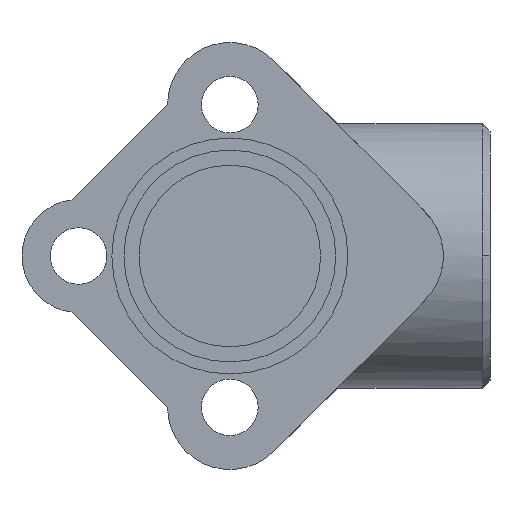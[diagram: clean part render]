
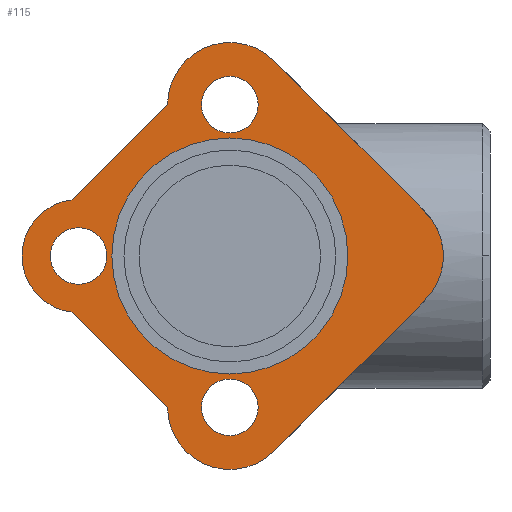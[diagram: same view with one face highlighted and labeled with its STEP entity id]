
A CAD part, front view. The second image highlights one B-rep face of the part: STEP entity #115.
In plain terms, the highlighted planar face has unit normal (0, -1, 0).
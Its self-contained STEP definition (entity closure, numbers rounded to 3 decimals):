
#115=ADVANCED_FACE('',(#203,#204,#205,#206,#207),#208,.F.);
#203=FACE_BOUND('',#295,.T.);
#204=FACE_BOUND('',#296,.T.);
#205=FACE_BOUND('',#297,.T.);
#206=FACE_BOUND('',#298,.T.);
#207=FACE_OUTER_BOUND('',#299,.T.);
#208=PLANE('',#300);
#295=EDGE_LOOP('',(#612,#613));
#296=EDGE_LOOP('',(#614,#615));
#297=EDGE_LOOP('',(#616,#617));
#298=EDGE_LOOP('',(#618,#619));
#299=EDGE_LOOP('',(#620,#621,#622,#623,#624,#625,#626,#627,#628,#629,#630));
#300=AXIS2_PLACEMENT_3D('',#631,#632,#633);
#612=ORIENTED_EDGE('',*,*,#696,.T.);
#613=ORIENTED_EDGE('',*,*,#695,.T.);
#614=ORIENTED_EDGE('',*,*,#702,.T.);
#615=ORIENTED_EDGE('',*,*,#683,.T.);
#616=ORIENTED_EDGE('',*,*,#704,.T.);
#617=ORIENTED_EDGE('',*,*,#679,.T.);
#618=ORIENTED_EDGE('',*,*,#706,.T.);
#619=ORIENTED_EDGE('',*,*,#675,.T.);
#620=ORIENTED_EDGE('',*,*,#726,.T.);
#621=ORIENTED_EDGE('',*,*,#645,.T.);
#622=ORIENTED_EDGE('',*,*,#731,.F.);
#623=ORIENTED_EDGE('',*,*,#738,.F.);
#624=ORIENTED_EDGE('',*,*,#637,.F.);
#625=ORIENTED_EDGE('',*,*,#720,.T.);
#626=ORIENTED_EDGE('',*,*,#723,.F.);
#627=ORIENTED_EDGE('',*,*,#725,.T.);
#628=ORIENTED_EDGE('',*,*,#639,.F.);
#629=ORIENTED_EDGE('',*,*,#737,.F.);
#630=ORIENTED_EDGE('',*,*,#735,.T.);
#631=CARTESIAN_POINT('',(13.375,0.,-13.375));
#632=DIRECTION('',(0.,1.0,0.));
#633=DIRECTION('',(0.707,0.0,0.707));
#637=EDGE_CURVE('',#744,#740,#746,.T.);
#639=EDGE_CURVE('',#747,#750,#751,.T.);
#645=EDGE_CURVE('',#756,#760,#762,.T.);
#675=EDGE_CURVE('',#813,#817,#819,.T.);
#679=EDGE_CURVE('',#821,#825,#827,.T.);
#683=EDGE_CURVE('',#829,#833,#835,.T.);
#695=EDGE_CURVE('',#853,#857,#859,.T.);
#696=EDGE_CURVE('',#857,#853,#860,.T.);
#702=EDGE_CURVE('',#833,#829,#866,.T.);
#704=EDGE_CURVE('',#825,#821,#868,.T.);
#706=EDGE_CURVE('',#817,#813,#870,.T.);
#720=EDGE_CURVE('',#744,#886,#888,.T.);
#723=EDGE_CURVE('',#890,#886,#892,.T.);
#725=EDGE_CURVE('',#890,#750,#894,.T.);
#726=EDGE_CURVE('',#895,#756,#896,.T.);
#731=EDGE_CURVE('',#902,#760,#904,.T.);
#735=EDGE_CURVE('',#909,#895,#910,.T.);
#737=EDGE_CURVE('',#909,#747,#912,.T.);
#738=EDGE_CURVE('',#740,#902,#913,.T.);
#740=VERTEX_POINT('',#915);
#744=VERTEX_POINT('',#920);
#746=CIRCLE('',#923,11.0);
#747=VERTEX_POINT('',#924);
#750=VERTEX_POINT('',#928);
#751=CIRCLE('',#929,11.0);
#756=VERTEX_POINT('',#935);
#760=VERTEX_POINT('',#940);
#762=CIRCLE('',#943,10.0);
#813=VERTEX_POINT('',#1014);
#817=VERTEX_POINT('',#1019);
#819=CIRCLE('',#1022,5.0);
#821=VERTEX_POINT('',#1024);
#825=VERTEX_POINT('',#1029);
#827=CIRCLE('',#1032,5.0);
#829=VERTEX_POINT('',#1034);
#833=VERTEX_POINT('',#1039);
#835=CIRCLE('',#1042,5.0);
#853=VERTEX_POINT('',#1064);
#857=VERTEX_POINT('',#1069);
#859=CIRCLE('',#1072,20.865);
#860=CIRCLE('',#1073,20.865);
#866=CIRCLE('',#1079,5.0);
#868=CIRCLE('',#1081,5.0);
#870=CIRCLE('',#1083,5.0);
#886=VERTEX_POINT('',#1130);
#888=LINE('',#1133,#1134);
#890=VERTEX_POINT('',#1137);
#892=CIRCLE('',#1140,11.0);
#894=LINE('',#1143,#1144);
#895=VERTEX_POINT('',#1145);
#896=CIRCLE('',#1146,10.0);
#902=VERTEX_POINT('',#1154);
#904=LINE('',#1157,#1158);
#909=VERTEX_POINT('',#1164);
#910=LINE('',#1165,#1166);
#912=CIRCLE('',#1169,11.0);
#913=CIRCLE('',#1170,11.0);
#915=CARTESIAN_POINT('',(-7.778,0.,-34.528));
#920=CARTESIAN_POINT('',(7.778,0.,-34.528));
#923=AXIS2_PLACEMENT_3D('',#1176,#1177,#1178);
#924=CARTESIAN_POINT('',(-7.778,0.,34.528));
#928=CARTESIAN_POINT('',(7.778,0.,34.528));
#929=AXIS2_PLACEMENT_3D('',#1180,#1181,#1182);
#935=CARTESIAN_POINT('',(-36.75,0.0,0.));
#940=CARTESIAN_POINT('',(-27.896,0.0,-9.934));
#943=AXIS2_PLACEMENT_3D('',#1192,#1193,#1194);
#1014=CARTESIAN_POINT('',(5.0,0.,-26.75));
#1019=CARTESIAN_POINT('',(-5.0,0.,-26.75));
#1022=AXIS2_PLACEMENT_3D('',#1253,#1254,#1255);
#1024=CARTESIAN_POINT('',(-26.75,0.,-5.0));
#1029=CARTESIAN_POINT('',(-26.75,0.,5.0));
#1032=AXIS2_PLACEMENT_3D('',#1261,#1262,#1263);
#1034=CARTESIAN_POINT('',(-5.0,0.,26.75));
#1039=CARTESIAN_POINT('',(5.0,0.,26.75));
#1042=AXIS2_PLACEMENT_3D('',#1269,#1270,#1271);
#1064=CARTESIAN_POINT('',(-20.865,0.,0.));
#1069=CARTESIAN_POINT('',(20.865,0.,0.));
#1072=AXIS2_PLACEMENT_3D('',#1293,#1294,#1295);
#1073=AXIS2_PLACEMENT_3D('',#1296,#1297,#1298);
#1079=AXIS2_PLACEMENT_3D('',#1314,#1315,#1316);
#1081=AXIS2_PLACEMENT_3D('',#1320,#1321,#1322);
#1083=AXIS2_PLACEMENT_3D('',#1326,#1327,#1328);
#1130=CARTESIAN_POINT('',(34.528,0.,-7.778));
#1133=CARTESIAN_POINT('',(7.778,0.,-34.528));
#1134=VECTOR('',#1358,1.0);
#1137=CARTESIAN_POINT('',(34.528,0.,7.778));
#1140=AXIS2_PLACEMENT_3D('',#1361,#1362,#1363);
#1143=CARTESIAN_POINT('',(34.528,0.,7.778));
#1144=VECTOR('',#1365,1.0);
#1145=CARTESIAN_POINT('',(-27.896,0.0,9.934));
#1146=AXIS2_PLACEMENT_3D('',#1366,#1367,#1368);
#1154=CARTESIAN_POINT('',(-11.,0.,-26.831));
#1157=CARTESIAN_POINT('',(-18.915,0.0,-18.915));
#1158=VECTOR('',#1375,1.0);
#1164=CARTESIAN_POINT('',(-11.,0.,26.831));
#1165=CARTESIAN_POINT('',(-18.915,0.0,18.915));
#1166=VECTOR('',#1383,1.0);
#1169=AXIS2_PLACEMENT_3D('',#1385,#1386,#1387);
#1170=AXIS2_PLACEMENT_3D('',#1388,#1389,#1390);
#1176=CARTESIAN_POINT('',(0.,0.,-26.75));
#1177=DIRECTION('',(0.,1.0,0.));
#1178=DIRECTION('',(0.707,0.0,0.707));
#1180=CARTESIAN_POINT('',(0.,0.,26.75));
#1181=DIRECTION('',(0.,1.0,0.));
#1182=DIRECTION('',(-0.707,0.,0.707));
#1192=CARTESIAN_POINT('',(-26.75,0.0,0.0));
#1193=DIRECTION('',(0.0,-1.0,0.0));
#1194=DIRECTION('',(1.0,0.0,0.0));
#1253=CARTESIAN_POINT('',(0.0,0.0,-26.75));
#1254=DIRECTION('',(0.,1.0,0.));
#1255=DIRECTION('',(1.0,0.,0.));
#1261=CARTESIAN_POINT('',(-26.75,0.0,0.));
#1262=DIRECTION('',(0.,1.0,0.));
#1263=DIRECTION('',(0.,0.,-1.0));
#1269=CARTESIAN_POINT('',(0.,0.0,26.75));
#1270=DIRECTION('',(0.,1.0,0.));
#1271=DIRECTION('',(-1.0,0.,0.));
#1293=CARTESIAN_POINT('',(0.0,0.,0.0));
#1294=DIRECTION('',(0.,1.0,0.));
#1295=DIRECTION('',(-1.0,0.,0.));
#1296=CARTESIAN_POINT('',(0.0,0.,0.0));
#1297=DIRECTION('',(0.,1.0,0.));
#1298=DIRECTION('',(-1.0,0.,0.));
#1314=CARTESIAN_POINT('',(0.,0.0,26.75));
#1315=DIRECTION('',(0.,1.0,0.));
#1316=DIRECTION('',(-1.0,0.,0.));
#1320=CARTESIAN_POINT('',(-26.75,0.0,0.));
#1321=DIRECTION('',(0.,1.0,0.));
#1322=DIRECTION('',(0.,0.,-1.0));
#1326=CARTESIAN_POINT('',(0.0,0.0,-26.75));
#1327=DIRECTION('',(0.,1.0,0.));
#1328=DIRECTION('',(1.0,0.,0.));
#1358=DIRECTION('',(0.707,0.,0.707));
#1361=CARTESIAN_POINT('',(26.75,0.,0.0));
#1362=DIRECTION('',(0.,1.0,0.));
#1363=DIRECTION('',(0.707,0.0,0.707));
#1365=DIRECTION('',(-0.707,0.,0.707));
#1366=CARTESIAN_POINT('',(-26.75,0.0,0.0));
#1367=DIRECTION('',(0.0,-1.0,0.0));
#1368=DIRECTION('',(1.0,0.0,0.0));
#1375=DIRECTION('',(-0.707,0.0,0.707));
#1383=DIRECTION('',(-0.707,0.0,-0.707));
#1385=CARTESIAN_POINT('',(0.,0.,26.75));
#1386=DIRECTION('',(0.,1.0,0.));
#1387=DIRECTION('',(-0.707,0.,0.707));
#1388=CARTESIAN_POINT('',(0.,0.,-26.75));
#1389=DIRECTION('',(0.,1.0,0.));
#1390=DIRECTION('',(0.707,0.0,0.707));
